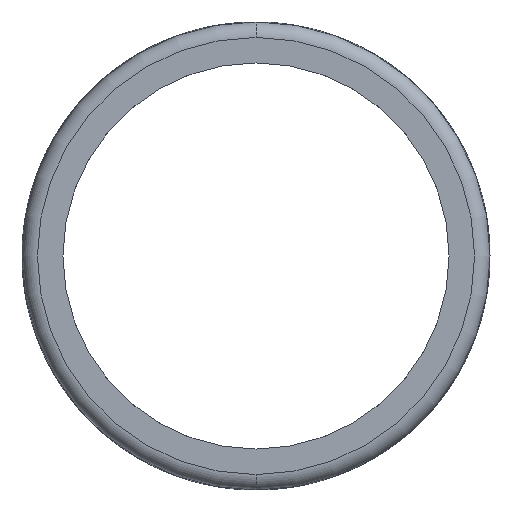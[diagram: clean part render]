
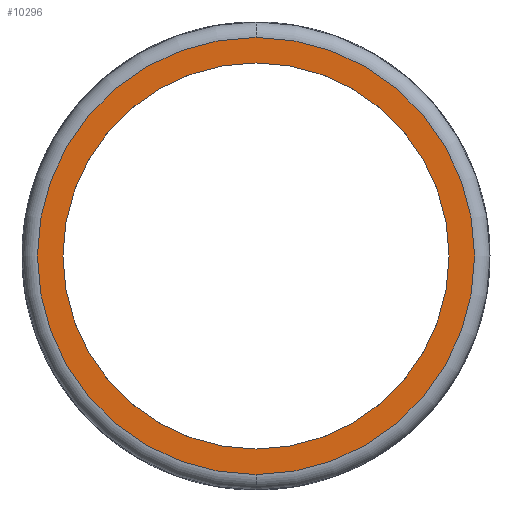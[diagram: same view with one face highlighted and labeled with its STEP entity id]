
A CAD part, front view. The second image highlights one B-rep face of the part: STEP entity #10296.
In plain terms, the highlighted planar face has unit normal (0, -1, 0).
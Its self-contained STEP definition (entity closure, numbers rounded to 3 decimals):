
#2612 = PLANE ( 'NONE',  #9127 ) ;
#2670 = AXIS2_PLACEMENT_3D ( 'NONE', #11275, #7864, #4176 ) ;
#4176 = DIRECTION ( 'NONE',  ( 0., 0., 1. ) ) ;
#5540 = DIRECTION ( 'NONE',  ( 0., 1., 0. ) ) ;
#5688 = DIRECTION ( 'NONE',  ( 0., 0., 1. ) ) ;
#6105 = DIRECTION ( 'NONE',  ( 0., 0., 1. ) ) ;
#6236 = FACE_BOUND ( 'NONE', #22858, .T. ) ;
#6617 = CARTESIAN_POINT ( 'NONE',  ( 0., -26., -12.5 ) ) ;
#7295 = CARTESIAN_POINT ( 'NONE',  ( 0., -26., 0. ) ) ;
#7864 = DIRECTION ( 'NONE',  ( 0., 1., 0. ) ) ;
#7946 = ORIENTED_EDGE ( 'NONE', *, *, #17260, .T. ) ;
#8235 = ORIENTED_EDGE ( 'NONE', *, *, #21415, .T. ) ;
#8789 = VERTEX_POINT ( 'NONE', #17829 ) ;
#9033 = AXIS2_PLACEMENT_3D ( 'NONE', #15394, #18786, #20331 ) ;
#9127 = AXIS2_PLACEMENT_3D ( 'NONE', #13055, #16895, #11582 ) ;
#9491 = ORIENTED_EDGE ( 'NONE', *, *, #20039, .F. ) ;
#9711 = CIRCLE ( 'NONE', #14075, 12.5 ) ;
#10296 = ADVANCED_FACE ( 'NONE', ( #15632, #6236 ), #2612, .F. ) ;
#11218 = VERTEX_POINT ( 'NONE', #11675 ) ;
#11275 = CARTESIAN_POINT ( 'NONE',  ( 0., -26., 0. ) ) ;
#11514 = CARTESIAN_POINT ( 'NONE',  ( 0., -26., 0. ) ) ;
#11582 = DIRECTION ( 'NONE',  ( 0., 0., 1. ) ) ;
#11675 = CARTESIAN_POINT ( 'NONE',  ( 0., -26., 14.15 ) ) ;
#11963 = ORIENTED_EDGE ( 'NONE', *, *, #15207, .F. ) ;
#13040 = CIRCLE ( 'NONE', #9033, 14.15 ) ;
#13055 = CARTESIAN_POINT ( 'NONE',  ( 12.5, -26., 0. ) ) ;
#13501 = CARTESIAN_POINT ( 'NONE',  ( 0., -26., 12.5 ) ) ;
#14075 = AXIS2_PLACEMENT_3D ( 'NONE', #7295, #5540, #5688 ) ;
#14194 = CIRCLE ( 'NONE', #2670, 12.5 ) ;
#15207 = EDGE_CURVE ( 'NONE', #11218, #8789, #17275, .T. ) ;
#15394 = CARTESIAN_POINT ( 'NONE',  ( 0., -26., 0. ) ) ;
#15632 = FACE_OUTER_BOUND ( 'NONE', #16214, .T. ) ;
#15830 = AXIS2_PLACEMENT_3D ( 'NONE', #11514, #18603, #6105 ) ;
#16214 = EDGE_LOOP ( 'NONE', ( #11963, #9491 ) ) ;
#16895 = DIRECTION ( 'NONE',  ( 0., 1., 0. ) ) ;
#17260 = EDGE_CURVE ( 'NONE', #22466, #17708, #14194, .T. ) ;
#17275 = CIRCLE ( 'NONE', #15830, 14.15 ) ;
#17708 = VERTEX_POINT ( 'NONE', #6617 ) ;
#17829 = CARTESIAN_POINT ( 'NONE',  ( 0., -26., -14.15 ) ) ;
#18603 = DIRECTION ( 'NONE',  ( 0., 1., 0. ) ) ;
#18786 = DIRECTION ( 'NONE',  ( 0., 1., 0. ) ) ;
#20039 = EDGE_CURVE ( 'NONE', #8789, #11218, #13040, .T. ) ;
#20331 = DIRECTION ( 'NONE',  ( 0., 0., 1. ) ) ;
#21415 = EDGE_CURVE ( 'NONE', #17708, #22466, #9711, .T. ) ;
#22466 = VERTEX_POINT ( 'NONE', #13501 ) ;
#22858 = EDGE_LOOP ( 'NONE', ( #7946, #8235 ) ) ;
